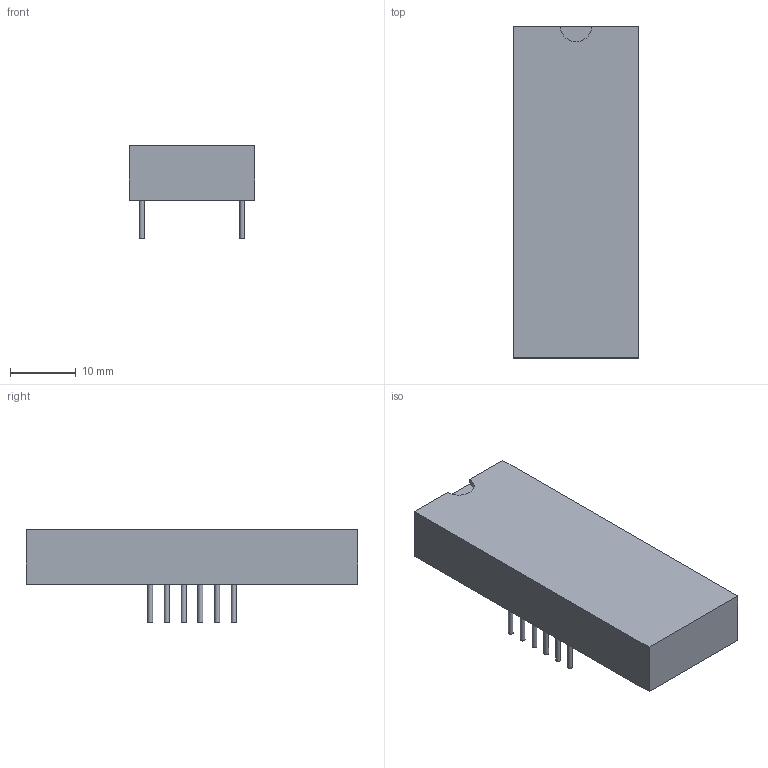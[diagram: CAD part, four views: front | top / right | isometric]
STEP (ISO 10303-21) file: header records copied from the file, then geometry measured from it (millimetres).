
FILE_DESCRIPTION(('FreeCAD Model'),'2;1');
FILE_NAME('724385.2.1.stp','2020-04-09T07:45:40',( 'Author'),(''),'Open CASCADE STEP processor 6.9','FreeCAD','Unknown' );
FILE_SCHEMA(('AUTOMOTIVE_DESIGN { 1 0 10303 214 1 1 1 1 }'));
Length unit declared in the file: millimetre
Products named in the file (3): ASSEMBLY; Body; PinsArrayLR
Assembly tree (2 placements, depth 2):
  ASSEMBLY
    Body
    PinsArrayLR
Bounding box: 19 x 50.3 x 14.03 mm (x, y, z)
Volume: 7907.8 mm3; surface area: 3231 mm2
Topology: 13 solids, 13 shells, 44 faces, 54 edges, 36 vertices
Faces by surface type: plane 31, cylinder 13
Full cylindrical faces by diameter (mm): 0.75 x12
Entity records: 1725 total; most frequent: DIRECTION 278, CARTESIAN_POINT 249, ORIENTED_EDGE 108, PCURVE 108, DEFINITIONAL_REPRESENTATION 108, LINE 106, VECTOR 106, AXIS2_PLACEMENT_3D 73
